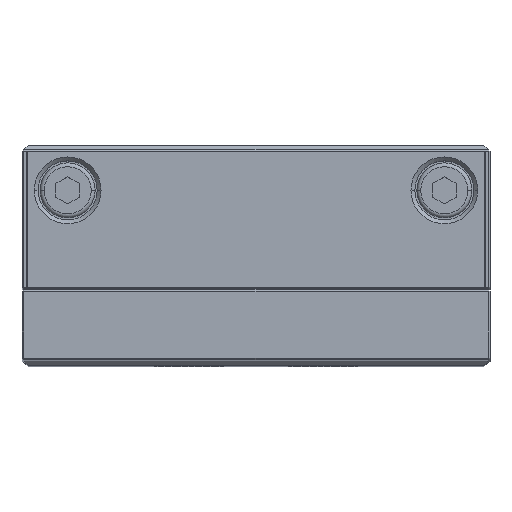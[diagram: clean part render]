
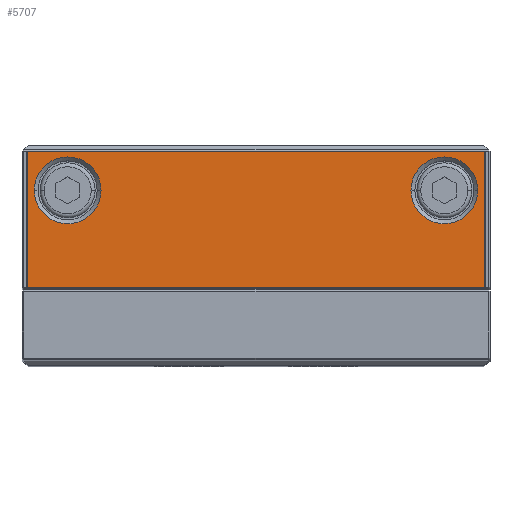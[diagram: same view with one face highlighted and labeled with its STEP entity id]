
A CAD part, top view. The second image highlights one B-rep face of the part: STEP entity #5707.
In plain terms, the highlighted planar face has unit normal (0, 0, 1).
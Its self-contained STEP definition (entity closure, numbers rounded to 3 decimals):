
#4561=FACE_BOUND('',#8024,.T.);
#4562=FACE_BOUND('',#8025,.T.);
#4563=FACE_BOUND('',#8026,.T.);
#4774=PLANE('',#24629);
#5707=ADVANCED_FACE('',(#4561,#4562,#4563),#4774,.T.);
#8024=EDGE_LOOP('',(#13747,#13748,#13749,#13750));
#8025=EDGE_LOOP('',(#13751,#13752));
#8026=EDGE_LOOP('',(#13753,#13754));
#9333=LINE('',#30974,#11490);
#9334=LINE('',#30977,#11491);
#9335=LINE('',#30979,#11492);
#9336=LINE('',#30981,#11493);
#11490=VECTOR('',#26104,1.);
#11491=VECTOR('',#26105,1.);
#11492=VECTOR('',#26106,1.);
#11493=VECTOR('',#26107,1.);
#13747=ORIENTED_EDGE('',*,*,#21353,.T.);
#13748=ORIENTED_EDGE('',*,*,#21354,.T.);
#13749=ORIENTED_EDGE('',*,*,#21355,.T.);
#13750=ORIENTED_EDGE('',*,*,#21356,.T.);
#13751=ORIENTED_EDGE('',*,*,#21279,.T.);
#13752=ORIENTED_EDGE('',*,*,#21352,.T.);
#13753=ORIENTED_EDGE('',*,*,#21283,.T.);
#13754=ORIENTED_EDGE('',*,*,#21351,.T.);
#19407=VERTEX_POINT('',#30820);
#19408=VERTEX_POINT('',#30822);
#19411=VERTEX_POINT('',#30829);
#19412=VERTEX_POINT('',#30831);
#19453=VERTEX_POINT('',#30975);
#19454=VERTEX_POINT('',#30976);
#19455=VERTEX_POINT('',#30978);
#19456=VERTEX_POINT('',#30980);
#21279=EDGE_CURVE('',#19408,#19407,#24181,.T.);
#21283=EDGE_CURVE('',#19412,#19411,#24183,.T.);
#21351=EDGE_CURVE('',#19411,#19412,#24206,.T.);
#21352=EDGE_CURVE('',#19407,#19408,#24207,.T.);
#21353=EDGE_CURVE('',#19453,#19454,#9333,.T.);
#21354=EDGE_CURVE('',#19454,#19455,#9334,.T.);
#21355=EDGE_CURVE('',#19455,#19456,#9335,.T.);
#21356=EDGE_CURVE('',#19456,#19453,#9336,.T.);
#24181=CIRCLE('',#24568,4.25);
#24183=CIRCLE('',#24571,4.25);
#24206=CIRCLE('',#24625,4.25);
#24207=CIRCLE('',#24627,4.25);
#24568=AXIS2_PLACEMENT_3D('',#30821,#25935,#25936);
#24571=AXIS2_PLACEMENT_3D('',#30830,#25943,#25944);
#24625=AXIS2_PLACEMENT_3D('',#30970,#26096,#26097);
#24627=AXIS2_PLACEMENT_3D('',#30972,#26100,#26101);
#24629=AXIS2_PLACEMENT_3D('',#30982,#26108,#26109);
#25935=DIRECTION('',(0.,0.,-1.));
#25936=DIRECTION('',(1.,0.,0.));
#25943=DIRECTION('',(0.,0.,-1.));
#25944=DIRECTION('',(1.,0.,0.));
#26096=DIRECTION('',(0.,0.,-1.));
#26097=DIRECTION('',(1.,0.,0.));
#26100=DIRECTION('',(0.,0.,-1.));
#26101=DIRECTION('',(1.,0.,0.));
#26104=DIRECTION('',(0.,-1.,0.));
#26105=DIRECTION('',(1.,0.,0.));
#26106=DIRECTION('',(0.,1.,0.));
#26107=DIRECTION('',(-1.,0.,0.));
#26108=DIRECTION('',(0.,0.,1.));
#26109=DIRECTION('',(1.,0.,0.));
#30820=CARTESIAN_POINT('',(19.7,22.2,83.));
#30821=CARTESIAN_POINT('',(23.95,22.2,83.));
#30822=CARTESIAN_POINT('',(28.2,22.2,83.));
#30829=CARTESIAN_POINT('',(-28.2,22.2,83.));
#30830=CARTESIAN_POINT('',(-23.95,22.2,83.));
#30831=CARTESIAN_POINT('',(-19.7,22.2,83.));
#30970=CARTESIAN_POINT('',(-23.95,22.2,83.));
#30972=CARTESIAN_POINT('',(23.95,22.2,83.));
#30974=CARTESIAN_POINT('',(-29.1,9.7,83.));
#30975=CARTESIAN_POINT('',(-29.1,27.1,83.));
#30976=CARTESIAN_POINT('',(-29.1,9.8,83.));
#30977=CARTESIAN_POINT('',(29.2,9.8,83.));
#30978=CARTESIAN_POINT('',(29.1,9.8,83.));
#30979=CARTESIAN_POINT('',(29.1,27.2,83.));
#30980=CARTESIAN_POINT('',(29.1,27.1,83.));
#30981=CARTESIAN_POINT('',(-29.2,27.1,83.));
#30982=CARTESIAN_POINT('',(-29.2,9.7,83.));
